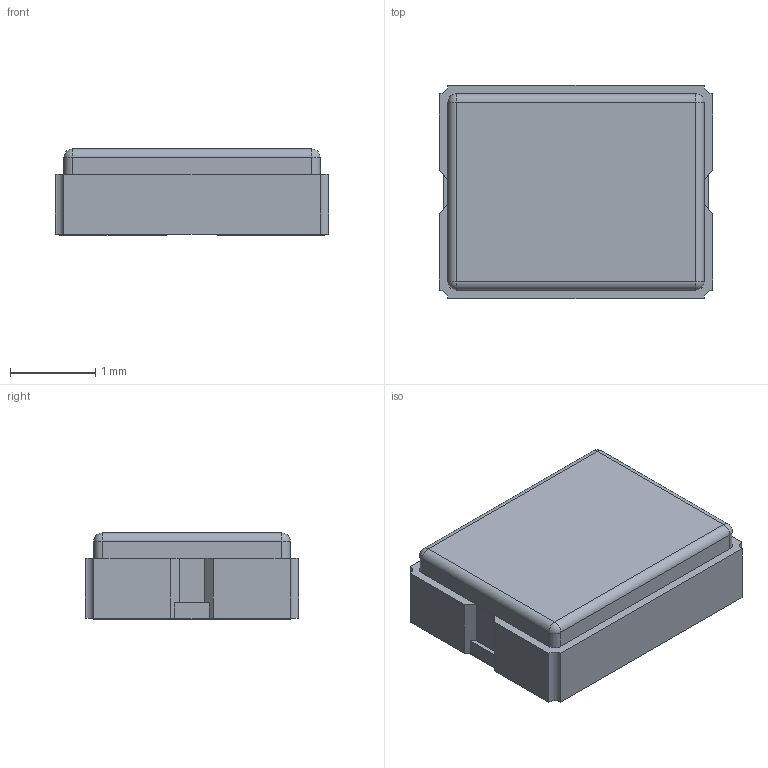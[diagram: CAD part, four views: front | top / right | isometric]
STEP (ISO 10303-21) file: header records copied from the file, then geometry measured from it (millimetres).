
FILE_DESCRIPTION(('FreeCAD Model'),'2;1');
FILE_NAME( 'Crystal_3.2x2.5mm.step', '2020-10-13T16:03:31',('Author'),(''), 'Open CASCADE STEP processor 7.3','FreeCAD','Unknown');
FILE_SCHEMA(('AUTOMOTIVE_DESIGN { 1 0 10303 214 1 1 1 1 }'));
Length unit declared in the file: millimetre
Products named in the file (1): Fillet001
Bounding box: 3.2 x 2.5 x 1.01 mm (x, y, z)
Volume: 7.6 mm3; surface area: 26.6 mm2
Topology: 1 solids, 1 shells, 51 faces, 131 edges, 78 vertices
Faces by surface type: plane 35, cylinder 12, sphere 4
Entity records: 3493 total; most frequent: CARTESIAN_POINT 533, DIRECTION 492, LINE 329, VECTOR 329, ORIENTED_EDGE 254, PCURVE 254, DEFINITIONAL_REPRESENTATION 254, EDGE_CURVE 127
